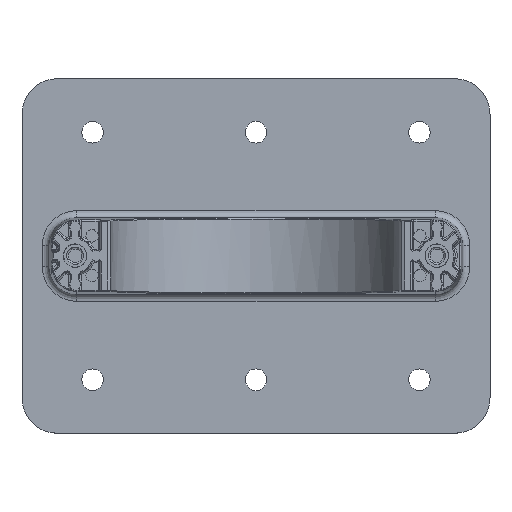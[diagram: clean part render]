
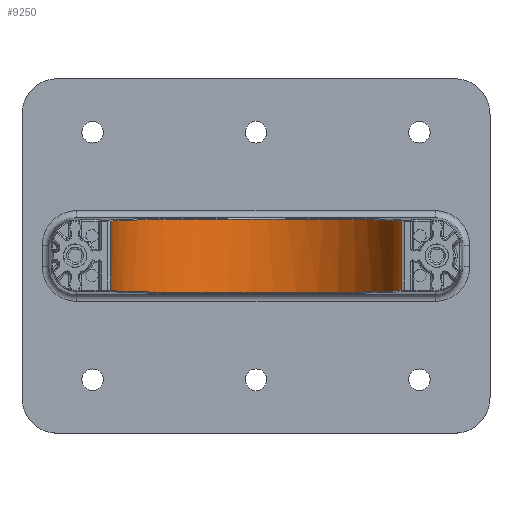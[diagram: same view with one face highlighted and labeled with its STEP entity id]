
A CAD part, top view. The second image highlights one B-rep face of the part: STEP entity #9250.
In plain terms, the highlighted cylindrical face has radius 41 mm (diameter 82 mm), a partial arc.
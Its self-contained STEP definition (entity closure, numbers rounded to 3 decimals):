
#9218=AXIS2_PLACEMENT_3D('Cylinder Axis2P3D',#9215,#9216,#9217) ;
#6859=CARTESIAN_POINT('Vertex',(1559.01,172.121,47.952)) ;
#6865=CARTESIAN_POINT('Control Point',(1559.01,172.121,47.952)) ;
#6866=CARTESIAN_POINT('Control Point',(1559.094,172.183,44.414)) ;
#6867=CARTESIAN_POINT('Control Point',(1559.56,172.245,40.885)) ;
#6868=CARTESIAN_POINT('Control Point',(1560.406,172.306,37.42)) ;
#6869=CARTESIAN_POINT('Control Point',(1563.036,172.433,30.169)) ;
#6870=CARTESIAN_POINT('Control Point',(1567.277,172.547,23.706)) ;
#6871=CARTESIAN_POINT('Control Point',(1569.989,172.603,20.532)) ;
#6872=CARTESIAN_POINT('Control Point',(1576.154,172.701,14.937)) ;
#6873=CARTESIAN_POINT('Control Point',(1583.514,172.769,11.045)) ;
#6874=CARTESIAN_POINT('Control Point',(1587.421,172.795,9.575)) ;
#6875=CARTESIAN_POINT('Control Point',(1595.521,172.829,7.65)) ;
#6876=CARTESIAN_POINT('Control Point',(1603.846,172.827,7.793)) ;
#6877=CARTESIAN_POINT('Control Point',(1607.977,172.816,8.392)) ;
#6878=CARTESIAN_POINT('Control Point',(1616.001,172.777,10.615)) ;
#6879=CARTESIAN_POINT('Control Point',(1623.222,172.704,14.759)) ;
#6880=CARTESIAN_POINT('Control Point',(1626.552,172.66,17.277)) ;
#6881=CARTESIAN_POINT('Control Point',(1632.506,172.558,23.098)) ;
#6882=CARTESIAN_POINT('Control Point',(1636.83,172.432,30.213)) ;
#6883=CARTESIAN_POINT('Control Point',(1638.531,172.365,34.026)) ;
#6884=CARTESIAN_POINT('Control Point',(1640.077,172.275,39.15)) ;
#6885=CARTESIAN_POINT('Control Point',(1640.775,172.183,44.418)) ;
#6886=CARTESIAN_POINT('Control Point',(1640.888,172.162,45.594)) ;
#6887=CARTESIAN_POINT('Control Point',(1640.958,172.141,46.772)) ;
#6888=CARTESIAN_POINT('Control Point',(1640.987,172.121,47.952)) ;
#6889=CARTESIAN_POINT('Vertex',(1640.987,172.121,47.952)) ;
#9139=CARTESIAN_POINT('Line Origine',(1640.987,162.259,47.952)) ;
#9143=CARTESIAN_POINT('Vertex',(1640.987,152.686,47.952)) ;
#9215=CARTESIAN_POINT('Axis2P3D Location',(1599.998,162.403,48.928)) ;
#9221=CARTESIAN_POINT('Control Point',(1640.987,152.686,47.952)) ;
#9222=CARTESIAN_POINT('Control Point',(1640.811,152.557,40.579)) ;
#9223=CARTESIAN_POINT('Control Point',(1638.978,152.428,33.245)) ;
#9224=CARTESIAN_POINT('Control Point',(1635.496,152.308,26.449)) ;
#9225=CARTESIAN_POINT('Control Point',(1627.88,152.15,17.445)) ;
#9226=CARTESIAN_POINT('Control Point',(1617.829,152.048,11.66)) ;
#9227=CARTESIAN_POINT('Control Point',(1613.977,152.02,10.051)) ;
#9228=CARTESIAN_POINT('Control Point',(1601.939,151.961,6.73)) ;
#9229=CARTESIAN_POINT('Control Point',(1589.229,151.985,8.042)) ;
#9230=CARTESIAN_POINT('Control Point',(1581.151,152.038,11.08)) ;
#9231=CARTESIAN_POINT('Control Point',(1569.487,152.183,19.35)) ;
#9232=CARTESIAN_POINT('Control Point',(1562.278,152.396,31.428)) ;
#9233=CARTESIAN_POINT('Control Point',(1560.234,152.49,36.767)) ;
#9234=CARTESIAN_POINT('Control Point',(1559.143,152.588,42.348)) ;
#9235=CARTESIAN_POINT('Control Point',(1559.01,152.686,47.952)) ;
#9236=CARTESIAN_POINT('Vertex',(1559.01,152.686,47.952)) ;
#9239=CARTESIAN_POINT('Line Origine',(1559.01,162.403,47.952)) ;
#9140=DIRECTION('Vector Direction',(0.,1.,0.)) ;
#9216=DIRECTION('Axis2P3D Direction',(0.,1.,0.)) ;
#9217=DIRECTION('Axis2P3D XDirection',(-1.,0.,0.)) ;
#9240=DIRECTION('Vector Direction',(0.,1.,0.)) ;
#9141=VECTOR('Line Direction',#9140,1.) ;
#9241=VECTOR('Line Direction',#9240,1.) ;
#9245=ORIENTED_EDGE('',*,*,#9238,.T.) ;
#9246=ORIENTED_EDGE('',*,*,#9145,.T.) ;
#9247=ORIENTED_EDGE('',*,*,#6891,.F.) ;
#9248=ORIENTED_EDGE('',*,*,#9243,.T.) ;
#9250=ADVANCED_FACE('Ergebnis',(#9249),#9219,.F.) ;
#6864=B_SPLINE_CURVE_WITH_KNOTS('',5,(#6865,#6866,#6867,#6868,#6869,#6870,#6871,#6872,#6873,#6874,#6875,#6876,#6877,#6878,#6879,#6880,#6881,#6882,#6883,#6884,#6885,#6886,#6887,#6888),.UNSPECIFIED.,.F.,.U.,(6,3,3,3,3,3,3,6),(1.386,26.505,55.822,85.134,114.446,143.762,173.081,181.456),.UNSPECIFIED.) ;
#9220=B_SPLINE_CURVE_WITH_KNOTS('',5,(#9221,#9222,#9223,#9224,#9225,#9226,#9227,#9228,#9229,#9230,#9231,#9232,#9233,#9234,#9235),.UNSPECIFIED.,.F.,.U.,(6,3,3,3,6),(36.016,88.366,117.679,176.301,216.087),.UNSPECIFIED.) ;
#9219=CYLINDRICAL_SURFACE('generated cylinder',#9218,41.) ;
#6891=EDGE_CURVE('',#6860,#6890,#6864,.T.) ;
#9145=EDGE_CURVE('',#9144,#6890,#9142,.T.) ;
#9238=EDGE_CURVE('',#9237,#9144,#9220,.F.) ;
#9243=EDGE_CURVE('',#6860,#9237,#9242,.F.) ;
#9244=EDGE_LOOP('',(#9245,#9246,#9247,#9248)) ;
#9249=FACE_OUTER_BOUND('',#9244,.T.) ;
#9142=LINE('Line',#9139,#9141) ;
#9242=LINE('Line',#9239,#9241) ;
#6860=VERTEX_POINT('',#6859) ;
#6890=VERTEX_POINT('',#6889) ;
#9144=VERTEX_POINT('',#9143) ;
#9237=VERTEX_POINT('',#9236) ;
